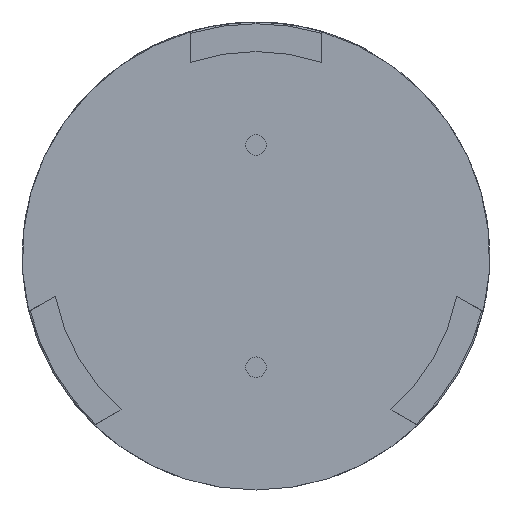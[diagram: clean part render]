
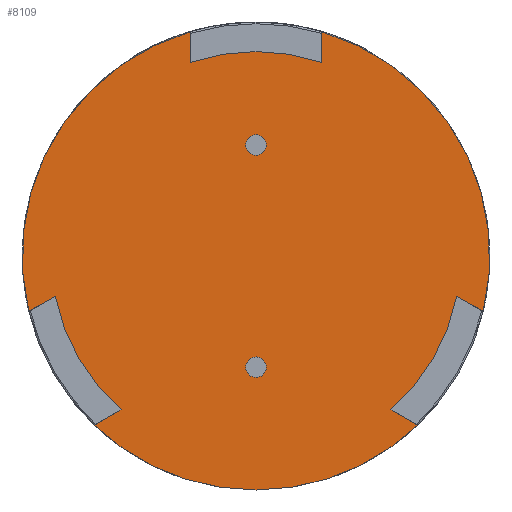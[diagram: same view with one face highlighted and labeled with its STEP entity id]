
A CAD part, front view. The second image highlights one B-rep face of the part: STEP entity #8109.
In plain terms, the highlighted planar face has unit normal (0, -1, 0).
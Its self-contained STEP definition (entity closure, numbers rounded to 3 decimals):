
#4 = DIRECTION ( 'NONE',  ( 0., 1., 0. ) ) ;
#141 = CARTESIAN_POINT ( 'NONE',  ( -6.865, 0.5, -1.369 ) ) ;
#196 = CARTESIAN_POINT ( 'NONE',  ( -2.247, 0.5, 6.63 ) ) ;
#261 = VERTEX_POINT ( 'NONE', #196 ) ;
#317 = LINE ( 'NONE', #141, #5347 ) ;
#408 = ORIENTED_EDGE ( 'NONE', *, *, #6640, .T. ) ;
#491 = CARTESIAN_POINT ( 'NONE',  ( -5.526, 0.5, -5.785 ) ) ;
#547 = DIRECTION ( 'NONE',  ( 0., -1., 0. ) ) ;
#564 = CIRCLE ( 'NONE', #6724, 8. ) ;
#645 = CARTESIAN_POINT ( 'NONE',  ( 6.865, 0.5, -1.369 ) ) ;
#705 = DIRECTION ( 'NONE',  ( 0., 1., 0. ) ) ;
#717 = AXIS2_PLACEMENT_3D ( 'NONE', #1933, #6712, #2625 ) ;
#822 = DIRECTION ( 'NONE',  ( 0.866, 0., 0.5 ) ) ;
#974 = EDGE_CURVE ( 'NONE', #1553, #5271, #8227, .T. ) ;
#1085 = CARTESIAN_POINT ( 'NONE',  ( 4.618, 0.5, -5.26 ) ) ;
#1118 = ORIENTED_EDGE ( 'NONE', *, *, #3680, .T. ) ;
#1298 = EDGE_CURVE ( 'NONE', #7414, #4665, #7381, .T. ) ;
#1514 = VERTEX_POINT ( 'NONE', #1817 ) ;
#1528 = AXIS2_PLACEMENT_3D ( 'NONE', #6037, #1949, #6730 ) ;
#1553 = VERTEX_POINT ( 'NONE', #7264 ) ;
#1591 = DIRECTION ( 'NONE',  ( 0., 0., 1. ) ) ;
#1641 = ORIENTED_EDGE ( 'NONE', *, *, #6931, .T. ) ;
#1672 = VERTEX_POINT ( 'NONE', #3432 ) ;
#1718 = LINE ( 'NONE', #7018, #3520 ) ;
#1817 = CARTESIAN_POINT ( 'NONE',  ( 7.773, 0.5, -1.893 ) ) ;
#1883 = VERTEX_POINT ( 'NONE', #4457 ) ;
#1895 = PLANE ( 'NONE',  #1528 ) ;
#1933 = CARTESIAN_POINT ( 'NONE',  ( 0., 0.5, 0. ) ) ;
#1949 = DIRECTION ( 'NONE',  ( 0., -1., 0. ) ) ;
#2062 = CARTESIAN_POINT ( 'NONE',  ( 6.865, 0.5, -1.369 ) ) ;
#2095 = VERTEX_POINT ( 'NONE', #491 ) ;
#2179 = EDGE_CURVE ( 'NONE', #1883, #3238, #3429, .T. ) ;
#2362 = VECTOR ( 'NONE', #6526, 1000. ) ;
#2363 = ORIENTED_EDGE ( 'NONE', *, *, #2775, .F. ) ;
#2625 = DIRECTION ( 'NONE',  ( 0., 0., -1. ) ) ;
#2686 = CARTESIAN_POINT ( 'NONE',  ( 0., 0.5, 0. ) ) ;
#2711 = ORIENTED_EDGE ( 'NONE', *, *, #4813, .T. ) ;
#2775 = EDGE_CURVE ( 'NONE', #7511, #1672, #564, .T. ) ;
#2903 = ORIENTED_EDGE ( 'NONE', *, *, #974, .F. ) ;
#2926 = ORIENTED_EDGE ( 'NONE', *, *, #7812, .T. ) ;
#2954 = ORIENTED_EDGE ( 'NONE', *, *, #4318, .T. ) ;
#3135 = CARTESIAN_POINT ( 'NONE',  ( 0., 0.5, -8. ) ) ;
#3181 = CARTESIAN_POINT ( 'NONE',  ( 4.618, 0.5, -5.26 ) ) ;
#3197 = VECTOR ( 'NONE', #1591, 1000. ) ;
#3228 = DIRECTION ( 'NONE',  ( 0., 0., -1. ) ) ;
#3238 = VERTEX_POINT ( 'NONE', #5307 ) ;
#3268 = CARTESIAN_POINT ( 'NONE',  ( -7.773, 0.5, -1.893 ) ) ;
#3275 = DIRECTION ( 'NONE',  ( 0., -1., 0. ) ) ;
#3429 = CIRCLE ( 'NONE', #5524, 7. ) ;
#3432 = CARTESIAN_POINT ( 'NONE',  ( -2.247, 0.5, 7.678 ) ) ;
#3464 = DIRECTION ( 'NONE',  ( 0., 0., -1. ) ) ;
#3520 = VECTOR ( 'NONE', #4294, 1000. ) ;
#3534 = CARTESIAN_POINT ( 'NONE',  ( 2.247, 0.5, 6.63 ) ) ;
#3680 = EDGE_CURVE ( 'NONE', #4665, #1514, #7669, .T. ) ;
#3854 = LINE ( 'NONE', #7319, #7451 ) ;
#3863 = AXIS2_PLACEMENT_3D ( 'NONE', #8249, #4159, #3464 ) ;
#3978 = CIRCLE ( 'NONE', #717, 8. ) ;
#4090 = CARTESIAN_POINT ( 'NONE',  ( 0., 0.5, 0. ) ) ;
#4159 = DIRECTION ( 'NONE',  ( 0., -1., 0. ) ) ;
#4173 = DIRECTION ( 'NONE',  ( 0., 1., 0. ) ) ;
#4294 = DIRECTION ( 'NONE',  ( -0.866, 0., -0.5 ) ) ;
#4318 = EDGE_CURVE ( 'NONE', #1553, #7414, #5996, .T. ) ;
#4385 = EDGE_CURVE ( 'NONE', #5271, #2095, #3978, .T. ) ;
#4457 = CARTESIAN_POINT ( 'NONE',  ( -6.865, 0.5, -1.369 ) ) ;
#4640 = CARTESIAN_POINT ( 'NONE',  ( 0., 0.5, 0. ) ) ;
#4665 = VERTEX_POINT ( 'NONE', #2062 ) ;
#4779 = DIRECTION ( 'NONE',  ( 0., 0., -1. ) ) ;
#4804 = CARTESIAN_POINT ( 'NONE',  ( 0., 0.5, 0. ) ) ;
#4813 = EDGE_CURVE ( 'NONE', #7811, #261, #8104, .T. ) ;
#4951 = AXIS2_PLACEMENT_3D ( 'NONE', #2686, #4173, #5636 ) ;
#5020 = LINE ( 'NONE', #5088, #3197 ) ;
#5088 = CARTESIAN_POINT ( 'NONE',  ( -2.247, 0.5, 6.63 ) ) ;
#5208 = ORIENTED_EDGE ( 'NONE', *, *, #4385, .F. ) ;
#5271 = VERTEX_POINT ( 'NONE', #3135 ) ;
#5307 = CARTESIAN_POINT ( 'NONE',  ( -4.618, 0.5, -5.26 ) ) ;
#5329 = DIRECTION ( 'NONE',  ( 0., 0., -1. ) ) ;
#5347 = VECTOR ( 'NONE', #822, 1000. ) ;
#5488 = DIRECTION ( 'NONE',  ( 0., 0., -1. ) ) ;
#5524 = AXIS2_PLACEMENT_3D ( 'NONE', #4640, #547, #5329 ) ;
#5603 = VERTEX_POINT ( 'NONE', #5642 ) ;
#5636 = DIRECTION ( 'NONE',  ( 0., 0., -1. ) ) ;
#5642 = CARTESIAN_POINT ( 'NONE',  ( 2.247, 0.5, 7.678 ) ) ;
#5843 = EDGE_CURVE ( 'NONE', #3238, #2095, #1718, .T. ) ;
#5996 = LINE ( 'NONE', #1085, #2362 ) ;
#6014 = EDGE_CURVE ( 'NONE', #5603, #1514, #6500, .T. ) ;
#6037 = CARTESIAN_POINT ( 'NONE',  ( 0., 0.5, 0. ) ) ;
#6069 = FACE_OUTER_BOUND ( 'NONE', #7442, .T. ) ;
#6302 = AXIS2_PLACEMENT_3D ( 'NONE', #4090, #4, #4779 ) ;
#6500 = CIRCLE ( 'NONE', #6302, 8. ) ;
#6526 = DIRECTION ( 'NONE',  ( -0.866, 0., 0.5 ) ) ;
#6640 = EDGE_CURVE ( 'NONE', #5603, #7811, #3854, .T. ) ;
#6712 = DIRECTION ( 'NONE',  ( 0., 1., 0. ) ) ;
#6724 = AXIS2_PLACEMENT_3D ( 'NONE', #4804, #705, #5488 ) ;
#6730 = DIRECTION ( 'NONE',  ( 0., 0., -1. ) ) ;
#6931 = EDGE_CURVE ( 'NONE', #261, #1672, #5020, .T. ) ;
#7011 = ORIENTED_EDGE ( 'NONE', *, *, #1298, .T. ) ;
#7018 = CARTESIAN_POINT ( 'NONE',  ( -4.618, 0.5, -5.26 ) ) ;
#7037 = ORIENTED_EDGE ( 'NONE', *, *, #5843, .T. ) ;
#7264 = CARTESIAN_POINT ( 'NONE',  ( 5.526, 0.5, -5.785 ) ) ;
#7319 = CARTESIAN_POINT ( 'NONE',  ( 2.247, 0.5, 6.63 ) ) ;
#7358 = CARTESIAN_POINT ( 'NONE',  ( 0., 0.5, 0. ) ) ;
#7381 = CIRCLE ( 'NONE', #3863, 7. ) ;
#7414 = VERTEX_POINT ( 'NONE', #3181 ) ;
#7442 = EDGE_LOOP ( 'NONE', ( #2926, #7707, #7037, #5208, #2903, #2954, #7011, #1118, #7808, #408, #2711, #1641, #2363 ) ) ;
#7451 = VECTOR ( 'NONE', #3228, 1000. ) ;
#7465 = VECTOR ( 'NONE', #8111, 1000. ) ;
#7511 = VERTEX_POINT ( 'NONE', #3268 ) ;
#7669 = LINE ( 'NONE', #645, #7465 ) ;
#7707 = ORIENTED_EDGE ( 'NONE', *, *, #2179, .T. ) ;
#7808 = ORIENTED_EDGE ( 'NONE', *, *, #6014, .F. ) ;
#7811 = VERTEX_POINT ( 'NONE', #3534 ) ;
#7812 = EDGE_CURVE ( 'NONE', #7511, #1883, #317, .T. ) ;
#8037 = DIRECTION ( 'NONE',  ( 0., 0., -1. ) ) ;
#8104 = CIRCLE ( 'NONE', #8476, 7. ) ;
#8109 = ADVANCED_FACE ( 'NONE', ( #6069 ), #1895, .T. ) ;
#8111 = DIRECTION ( 'NONE',  ( 0.866, 0., -0.5 ) ) ;
#8227 = CIRCLE ( 'NONE', #4951, 8. ) ;
#8249 = CARTESIAN_POINT ( 'NONE',  ( 0., 0.5, 0. ) ) ;
#8476 = AXIS2_PLACEMENT_3D ( 'NONE', #7358, #3275, #8037 ) ;
